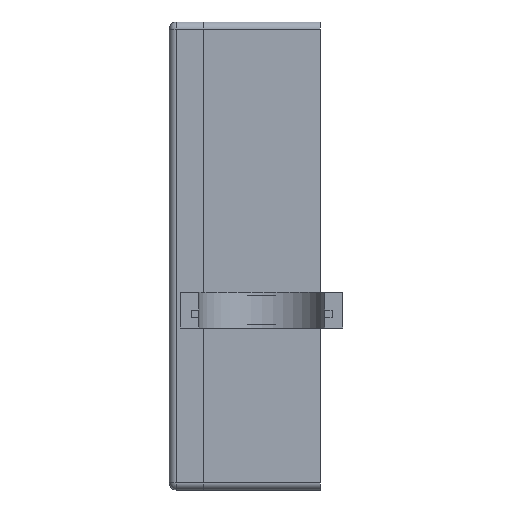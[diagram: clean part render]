
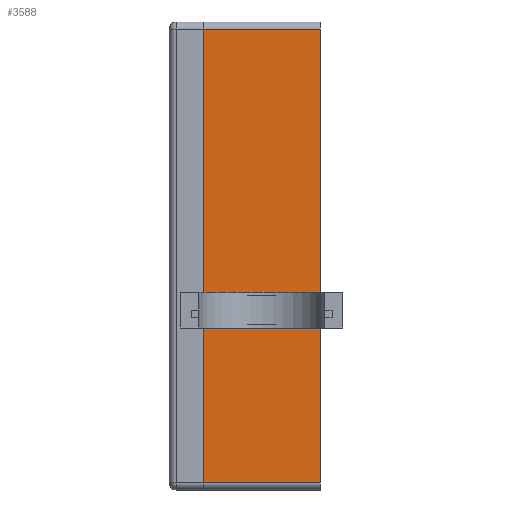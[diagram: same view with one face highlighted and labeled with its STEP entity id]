
A CAD part, left-side view. The second image highlights one B-rep face of the part: STEP entity #3588.
In plain terms, the highlighted planar face has unit normal (-1, 0, 0).
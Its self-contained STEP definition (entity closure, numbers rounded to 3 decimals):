
#25 = CARTESIAN_POINT ( 'NONE',  ( 0., 35., -2. ) ) ;
#123 = VERTEX_POINT ( 'NONE', #4043 ) ;
#185 = EDGE_CURVE ( 'NONE', #1227, #123, #2278, .T. ) ;
#229 = DIRECTION ( 'NONE',  ( 0., 1., 0. ) ) ;
#233 = DIRECTION ( 'NONE',  ( 0., 0., 1. ) ) ;
#296 = VECTOR ( 'NONE', #3860, 1000. ) ;
#340 = DIRECTION ( 'NONE',  ( 0., 1., 0. ) ) ;
#431 = CARTESIAN_POINT ( 'NONE',  ( 0., 0., -128. ) ) ;
#465 = CARTESIAN_POINT ( 'NONE',  ( 0., 21.25, -84. ) ) ;
#501 = EDGE_CURVE ( 'NONE', #1575, #123, #3518, .T. ) ;
#610 = CARTESIAN_POINT ( 'NONE',  ( 0., 21.25, -84. ) ) ;
#653 = EDGE_CURVE ( 'NONE', #3259, #2125, #3901, .T. ) ;
#663 = VECTOR ( 'NONE', #3495, 1000. ) ;
#670 = DIRECTION ( 'NONE',  ( 0., -1., 0. ) ) ;
#749 = ORIENTED_EDGE ( 'NONE', *, *, #185, .T. ) ;
#767 = AXIS2_PLACEMENT_3D ( 'NONE', #827, #3374, #2437 ) ;
#823 = EDGE_CURVE ( 'NONE', #2125, #2062, #925, .T. ) ;
#827 = CARTESIAN_POINT ( 'NONE',  ( 0., 35., 0. ) ) ;
#847 = CARTESIAN_POINT ( 'NONE',  ( 0., 21.25, -76. ) ) ;
#923 = ORIENTED_EDGE ( 'NONE', *, *, #2021, .F. ) ;
#925 = LINE ( 'NONE', #2834, #663 ) ;
#957 = DIRECTION ( 'NONE',  ( 0., 0., -1. ) ) ;
#980 = CARTESIAN_POINT ( 'NONE',  ( 0., 0., 0. ) ) ;
#1000 = CARTESIAN_POINT ( 'NONE',  ( 0., 21.25, -84. ) ) ;
#1010 = FACE_BOUND ( 'NONE', #2449, .T. ) ;
#1047 = VECTOR ( 'NONE', #229, 1000. ) ;
#1227 = VERTEX_POINT ( 'NONE', #3468 ) ;
#1252 = LINE ( 'NONE', #3849, #1047 ) ;
#1304 = ORIENTED_EDGE ( 'NONE', *, *, #501, .F. ) ;
#1393 = VECTOR ( 'NONE', #670, 1000. ) ;
#1426 = LINE ( 'NONE', #2737, #1774 ) ;
#1442 = ORIENTED_EDGE ( 'NONE', *, *, #1739, .F. ) ;
#1534 = VERTEX_POINT ( 'NONE', #847 ) ;
#1575 = VERTEX_POINT ( 'NONE', #2129 ) ;
#1578 = CARTESIAN_POINT ( 'NONE',  ( 0., 32.5, -128. ) ) ;
#1621 = CARTESIAN_POINT ( 'NONE',  ( 0., 11.25, -84. ) ) ;
#1734 = EDGE_CURVE ( 'NONE', #3320, #1227, #2580, .T. ) ;
#1739 = EDGE_CURVE ( 'NONE', #1534, #3259, #3522, .T. ) ;
#1774 = VECTOR ( 'NONE', #2094, 1000. ) ;
#2021 = EDGE_CURVE ( 'NONE', #2062, #1534, #1252, .T. ) ;
#2062 = VERTEX_POINT ( 'NONE', #3584 ) ;
#2091 = EDGE_LOOP ( 'NONE', ( #1304, #2939, #2271, #749 ) ) ;
#2092 = ORIENTED_EDGE ( 'NONE', *, *, #823, .F. ) ;
#2094 = DIRECTION ( 'NONE',  ( 0., -1., 0. ) ) ;
#2125 = VERTEX_POINT ( 'NONE', #1621 ) ;
#2129 = CARTESIAN_POINT ( 'NONE',  ( 0., 32.5, -128. ) ) ;
#2148 = VECTOR ( 'NONE', #340, 1000. ) ;
#2197 = EDGE_CURVE ( 'NONE', #1575, #3320, #1426, .T. ) ;
#2271 = ORIENTED_EDGE ( 'NONE', *, *, #1734, .T. ) ;
#2278 = LINE ( 'NONE', #25, #2148 ) ;
#2306 = PLANE ( 'NONE',  #767 ) ;
#2364 = VECTOR ( 'NONE', #233, 1000. ) ;
#2437 = DIRECTION ( 'NONE',  ( 0., 0., -1. ) ) ;
#2449 = EDGE_LOOP ( 'NONE', ( #923, #2092, #3957, #1442 ) ) ;
#2580 = LINE ( 'NONE', #980, #296 ) ;
#2737 = CARTESIAN_POINT ( 'NONE',  ( 0., 35., -128. ) ) ;
#2834 = CARTESIAN_POINT ( 'NONE',  ( 0., 11.25, -84. ) ) ;
#2939 = ORIENTED_EDGE ( 'NONE', *, *, #2197, .T. ) ;
#3259 = VERTEX_POINT ( 'NONE', #465 ) ;
#3320 = VERTEX_POINT ( 'NONE', #431 ) ;
#3374 = DIRECTION ( 'NONE',  ( 1., 0., 0. ) ) ;
#3468 = CARTESIAN_POINT ( 'NONE',  ( 0., 0., -2. ) ) ;
#3495 = DIRECTION ( 'NONE',  ( 0., 0., 1. ) ) ;
#3518 = LINE ( 'NONE', #1578, #2364 ) ;
#3522 = LINE ( 'NONE', #610, #3750 ) ;
#3584 = CARTESIAN_POINT ( 'NONE',  ( 0., 11.25, -76. ) ) ;
#3588 = ADVANCED_FACE ( 'NONE', ( #3912, #1010 ), #2306, .F. ) ;
#3750 = VECTOR ( 'NONE', #957, 1000. ) ;
#3849 = CARTESIAN_POINT ( 'NONE',  ( 0., 21.25, -76. ) ) ;
#3860 = DIRECTION ( 'NONE',  ( 0., 0., 1. ) ) ;
#3901 = LINE ( 'NONE', #1000, #1393 ) ;
#3912 = FACE_OUTER_BOUND ( 'NONE', #2091, .T. ) ;
#3957 = ORIENTED_EDGE ( 'NONE', *, *, #653, .F. ) ;
#4043 = CARTESIAN_POINT ( 'NONE',  ( 0., 32.5, -2. ) ) ;
